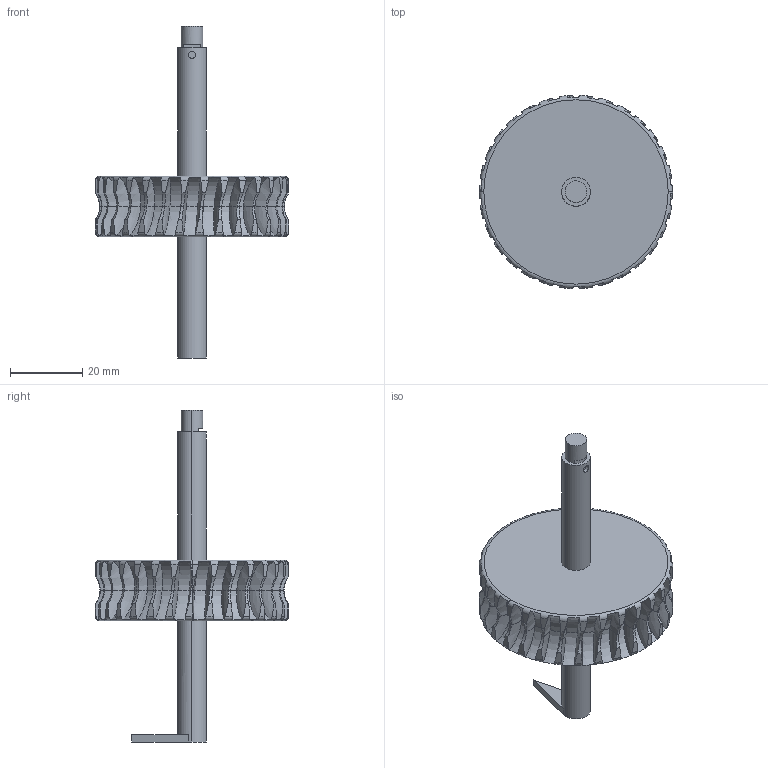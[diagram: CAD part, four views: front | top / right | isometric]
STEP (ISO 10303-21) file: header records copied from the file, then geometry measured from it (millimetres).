
FILE_DESCRIPTION (( 'STEP AP203' ), '1' );
FILE_NAME ('Ensamblaje9_Predeterminado_sldprt.STEP', '2024-11-12T05:43:49', ( '' ), ( '' ), 'SwSTEP 2.0', 'SolidWorks 2023', '' );
FILE_SCHEMA (( 'CONFIG_CONTROL_DESIGN' ));
Length unit declared in the file: millimetre
Products named in the file (1): Ensamblaje9_Predeterminado_sldprt
Bounding box: 53.6 x 53.56 x 92 mm (x, y, z)
Volume: 34931.1 mm3; surface area: 12064.7 mm2
Topology: 2 solids, 2 shells, 330 faces, 846 edges, 523 vertices
Faces by surface type: bspline 180, cylinder 72, torus 66, plane 12
Entity records: 18948 total; most frequent: CARTESIAN_POINT 12544, ORIENTED_EDGE 1692, DIRECTION 875, EDGE_CURVE 846, VERTEX_POINT 523, B_SPLINE_CURVE_WITH_KNOTS 488, AXIS2_PLACEMENT_3D 426, EDGE_LOOP 335
